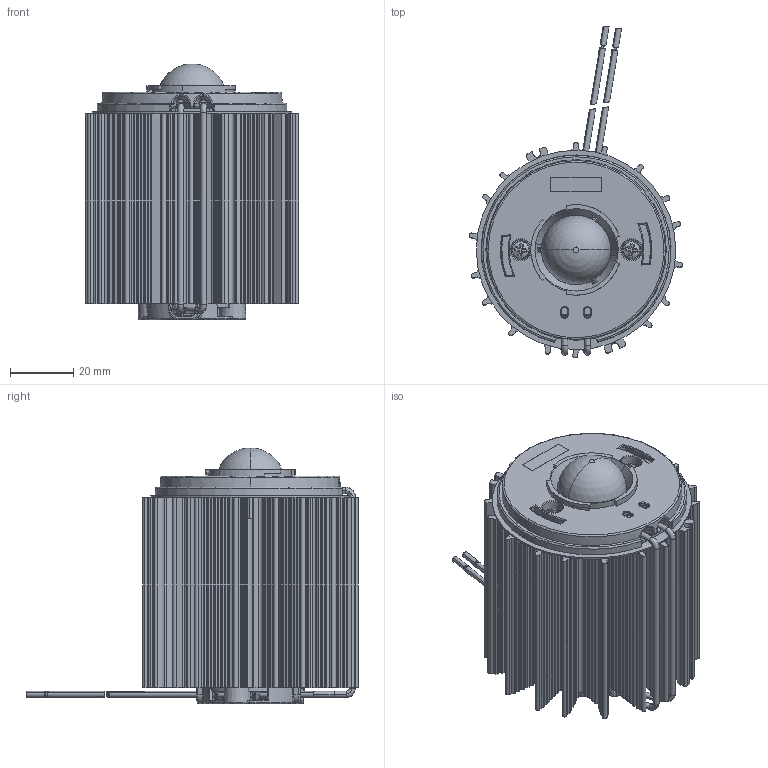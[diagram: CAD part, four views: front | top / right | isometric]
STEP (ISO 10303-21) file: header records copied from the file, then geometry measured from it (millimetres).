
FILE_DESCRIPTION(('Creo Elements/Direct Modeling STEP Export'),'2;1');
FILE_NAME('QDM_EVO75-R.stp','2016-07-11T14:26:45',(''),(''),'PTC Creo Elements/Direct Modeling STEP processor for AP214 (Solid Model)','PTC Creo Elements/Direct Modeling 19.0D 23-Nov-2015 (C) Parametric Technology GmbH','');
FILE_SCHEMA(('AUTOMOTIVE_DESIGN { 1 0 10303 214 1 1 1 1 }'));
Length unit declared in the file: millimetre
Products named in the file (307): vite_b.1.1; vite_b.1; vite_a.1; vite_a; thermal_tape; piastrina.1; p9; p8; p77; p76; p75; p74; p73; p72; p71; p70; p7; p69; p68; p67; p66; p65; p64; p63; p62; p61; p60; p6; p59; p58; p57; p56; p55; p54; p53; p52; p51; p50; p5; p49 ...
Assembly tree (162 placements, depth 2):
  vite_b.1.1
    vite_b.1.1
  vite_b.1
    vite_b.1
  vite_a.1
    vite_a.1
  vite_a
    vite_a
  thermal_tape
    thermal_tape
Bounding box: 67.35 x 104.86 x 80.85 mm (x, y, z)
Volume: 112546.6 mm3; surface area: 83805.7 mm2
Topology: 119 solids, 162 shells, 6389 faces, 16919 edges, 10984 vertices
Faces by surface type: plane 3859, bspline 1451, cylinder 756, torus 127, sphere 97, cone 92, extrusion 7
Entity records: 197648 total; most frequent: CARTESIAN_POINT 78765, ORIENTED_EDGE 23350, DIRECTION 20194, EDGE_CURVE 11880, VECTOR 8170, LINE 8163, VERTEX_POINT 7748, AXIS2_PLACEMENT_3D 6012
